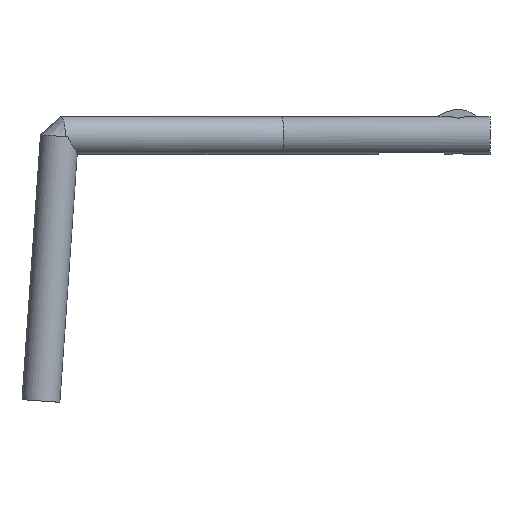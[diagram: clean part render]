
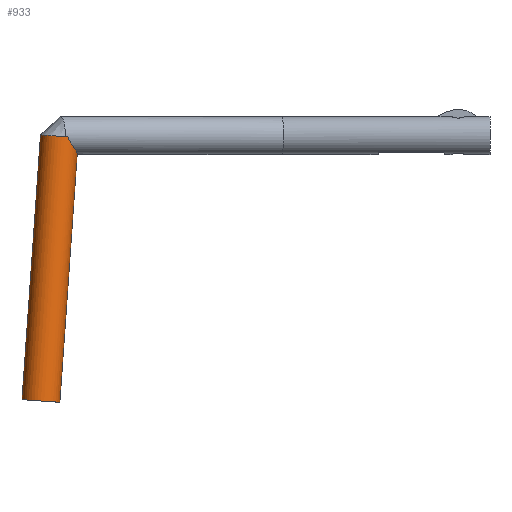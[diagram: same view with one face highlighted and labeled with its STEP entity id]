
A CAD part, left-side view. The second image highlights one B-rep face of the part: STEP entity #933.
In plain terms, the highlighted cylindrical face has radius 10 mm (diameter 20 mm), a full revolution.
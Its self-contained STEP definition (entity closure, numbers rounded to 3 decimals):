
#37=ELLIPSE('',#1010,148.053,10.);
#56=B_SPLINE_CURVE_WITH_KNOTS('',3,(#1505,#1506,#1507,#1508,#1509,#1510,
#1511,#1512,#1513,#1514,#1515,#1516,#1517,#1518,#1519,#1520,#1521,#1522,
#1523,#1524,#1525,#1526,#1527,#1528),.UNSPECIFIED.,.F.,.F.,(4,2,2,2,2,2,
2,2,2,2,2,4),(7.187,7.279,7.418,7.696,
7.954,8.212,8.572,8.933,9.318,
9.702,10.15,10.293),.UNSPECIFIED.);
#57=B_SPLINE_CURVE_WITH_KNOTS('',3,(#1529,#1530,#1531,#1532,#1533,#1534,
#1535,#1536),.UNSPECIFIED.,.F.,.F.,(4,2,2,4),(10.293,10.374,
10.486,10.503),.UNSPECIFIED.);
#80=CYLINDRICAL_SURFACE('',#1015,10.);
#103=CIRCLE('',#1011,10.);
#104=CIRCLE('',#1012,10.);
#106=CIRCLE('',#1016,10.);
#140=FACE_OUTER_BOUND('',#198,.T.);
#198=EDGE_LOOP('',(#649,#650,#651,#652,#653,#654,#655,#656));
#269=LINE('',#1504,#333);
#333=VECTOR('',#1140,10.);
#399=VERTEX_POINT('',#1489);
#400=VERTEX_POINT('',#1491);
#401=VERTEX_POINT('',#1493);
#402=VERTEX_POINT('',#1495);
#404=VERTEX_POINT('',#1501);
#405=VERTEX_POINT('',#1503);
#495=EDGE_CURVE('',#399,#400,#37,.T.);
#496=EDGE_CURVE('',#401,#400,#103,.T.);
#497=EDGE_CURVE('',#402,#401,#104,.T.);
#500=EDGE_CURVE('',#404,#404,#106,.T.);
#501=EDGE_CURVE('',#404,#405,#269,.T.);
#502=EDGE_CURVE('',#402,#405,#56,.T.);
#503=EDGE_CURVE('',#405,#399,#57,.T.);
#649=ORIENTED_EDGE('',*,*,#500,.F.);
#650=ORIENTED_EDGE('',*,*,#501,.T.);
#651=ORIENTED_EDGE('',*,*,#502,.F.);
#652=ORIENTED_EDGE('',*,*,#497,.T.);
#653=ORIENTED_EDGE('',*,*,#496,.T.);
#654=ORIENTED_EDGE('',*,*,#495,.F.);
#655=ORIENTED_EDGE('',*,*,#503,.F.);
#656=ORIENTED_EDGE('',*,*,#501,.F.);
#933=ADVANCED_FACE('',(#140),#80,.T.);
#1010=AXIS2_PLACEMENT_3D('',#1492,#1126,#1127);
#1011=AXIS2_PLACEMENT_3D('',#1494,#1128,#1129);
#1012=AXIS2_PLACEMENT_3D('',#1496,#1130,#1131);
#1015=AXIS2_PLACEMENT_3D('',#1500,#1136,#1137);
#1016=AXIS2_PLACEMENT_3D('',#1502,#1138,#1139);
#1126=DIRECTION('center_axis',(0.247,-0.969,0.));
#1127=DIRECTION('ref_axis',(-0.017,-0.004,1.));
#1128=DIRECTION('center_axis',(0.,0.07,-0.998));
#1129=DIRECTION('ref_axis',(-1.,0.,0.));
#1130=DIRECTION('center_axis',(0.,0.07,-0.998));
#1131=DIRECTION('ref_axis',(-1.,0.,0.));
#1136=DIRECTION('center_axis',(0.,0.07,-0.998));
#1137=DIRECTION('ref_axis',(-1.,0.,0.));
#1138=DIRECTION('center_axis',(0.,0.07,-0.998));
#1139=DIRECTION('ref_axis',(-1.,0.,0.));
#1140=DIRECTION('',(0.,-0.07,0.998));
#1489=CARTESIAN_POINT('',(-20.134,228.703,-2.075));
#1491=CARTESIAN_POINT('',(-20.156,228.697,-0.195));
#1492=CARTESIAN_POINT('Origin',(-30.,226.19,10.459));
#1493=CARTESIAN_POINT('',(-20.784,230.814,-0.047));
#1494=CARTESIAN_POINT('Origin',(-30.,226.943,-0.317));
#1495=CARTESIAN_POINT('',(-38.942,222.477,-0.629));
#1496=CARTESIAN_POINT('Origin',(-30.,226.943,-0.317));
#1500=CARTESIAN_POINT('Origin',(-30.,226.943,-0.317));
#1501=CARTESIAN_POINT('',(-20.,236.693,-139.859));
#1502=CARTESIAN_POINT('Origin',(-30.,236.693,-139.859));
#1503=CARTESIAN_POINT('',(-20.,227.134,-3.045));
#1504=CARTESIAN_POINT('',(-20.,226.943,-0.317));
#1505=CARTESIAN_POINT('Ctrl Pts',(-38.942,222.477,-0.629));
#1506=CARTESIAN_POINT('Ctrl Pts',(-38.915,222.443,-0.913));
#1507=CARTESIAN_POINT('Ctrl Pts',(-38.865,222.362,-1.18));
#1508=CARTESIAN_POINT('Ctrl Pts',(-38.699,222.101,-1.838));
#1509=CARTESIAN_POINT('Ctrl Pts',(-38.564,221.891,-2.221));
#1510=CARTESIAN_POINT('Ctrl Pts',(-38.073,221.209,-3.361));
#1511=CARTESIAN_POINT('Ctrl Pts',(-37.633,220.694,-4.1));
#1512=CARTESIAN_POINT('Ctrl Pts',(-36.708,219.834,-5.364));
#1513=CARTESIAN_POINT('Ctrl Pts',(-36.156,219.405,-5.999));
#1514=CARTESIAN_POINT('Ctrl Pts',(-34.904,218.653,-7.174));
#1515=CARTESIAN_POINT('Ctrl Pts',(-34.203,218.333,-7.713));
#1516=CARTESIAN_POINT('Ctrl Pts',(-32.523,217.777,-8.771));
#1517=CARTESIAN_POINT('Ctrl Pts',(-31.351,217.565,-9.316));
#1518=CARTESIAN_POINT('Ctrl Pts',(-28.915,217.578,-9.967));
#1519=CARTESIAN_POINT('Ctrl Pts',(-27.652,217.807,-10.069));
#1520=CARTESIAN_POINT('Ctrl Pts',(-25.329,218.651,-9.823));
#1521=CARTESIAN_POINT('Ctrl Pts',(-24.197,219.321,-9.437));
#1522=CARTESIAN_POINT('Ctrl Pts',(-22.347,220.927,-8.296));
#1523=CARTESIAN_POINT('Ctrl Pts',(-21.626,221.863,-7.542));
#1524=CARTESIAN_POINT('Ctrl Pts',(-20.552,223.817,-5.889));
#1525=CARTESIAN_POINT('Ctrl Pts',(-20.193,224.968,-4.853));
#1526=CARTESIAN_POINT('Ctrl Pts',(-20.02,226.437,-3.604));
#1527=CARTESIAN_POINT('Ctrl Pts',(-20.,226.786,-3.314));
#1528=CARTESIAN_POINT('Ctrl Pts',(-20.,227.134,-3.045));
#1529=CARTESIAN_POINT('Ctrl Pts',(-20.,227.134,-3.045));
#1530=CARTESIAN_POINT('Ctrl Pts',(-20.,227.33,-2.893));
#1531=CARTESIAN_POINT('Ctrl Pts',(-20.006,227.527,-2.748));
#1532=CARTESIAN_POINT('Ctrl Pts',(-20.037,227.999,-2.428));
#1533=CARTESIAN_POINT('Ctrl Pts',(-20.067,228.274,-2.261));
#1534=CARTESIAN_POINT('Ctrl Pts',(-20.119,228.612,-2.112));
#1535=CARTESIAN_POINT('Ctrl Pts',(-20.126,228.657,-2.093));
#1536=CARTESIAN_POINT('Ctrl Pts',(-20.134,228.703,-2.075));
